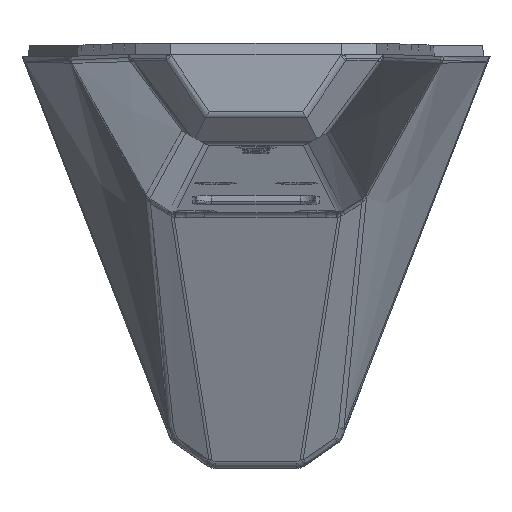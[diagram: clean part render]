
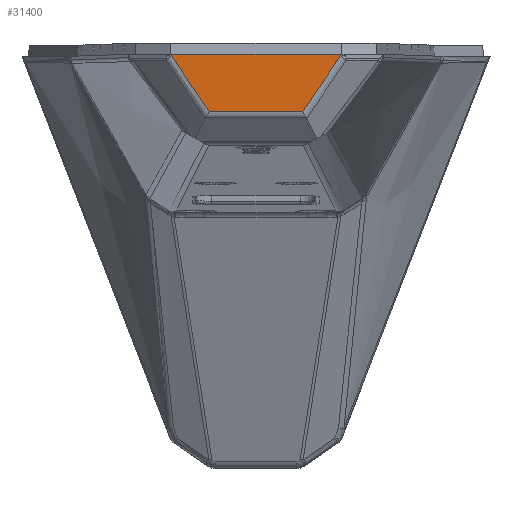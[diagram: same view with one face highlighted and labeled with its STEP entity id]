
A CAD part, top view. The second image highlights one B-rep face of the part: STEP entity #31400.
In plain terms, the highlighted planar face has unit normal (0, -0.052, 0.999).
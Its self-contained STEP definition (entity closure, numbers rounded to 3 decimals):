
#109 = B_SPLINE_CURVE_WITH_KNOTS ( 'NONE', 3,
 ( #33305, #13996, #19550, #3035, #22284, #5788, #25069 ),
 .UNSPECIFIED., .F., .F.,
 ( 4, 3, 4 ),
 ( 0., 0.004, 0.009 ),
 .UNSPECIFIED. ) ;
#883 = CARTESIAN_POINT ( 'NONE',  ( -7.947, 6.648, 137.351 ) ) ;
#1730 = VERTEX_POINT ( 'NONE', #18096 ) ;
#2438 = EDGE_CURVE ( 'NONE', #1730, #27282, #32435, .T. ) ;
#3035 = CARTESIAN_POINT ( 'NONE',  ( 8.747, 7.822, 137.413 ) ) ;
#3872 = CARTESIAN_POINT ( 'NONE',  ( -6.348, 4.298, 137.228 ) ) ;
#5120 = ORIENTED_EDGE ( 'NONE', *, *, #23407, .T. ) ;
#5674 = CARTESIAN_POINT ( 'NONE',  ( -9.675, 9.185, 137.484 ) ) ;
#5788 = CARTESIAN_POINT ( 'NONE',  ( 10.604, 10.547, 137.556 ) ) ;
#6451 = ORIENTED_EDGE ( 'NONE', *, *, #25854, .F. ) ;
#7865 = DIRECTION ( 'NONE',  ( 0.167, 0.985, 0.052 ) ) ;
#9053 = CARTESIAN_POINT ( 'NONE',  ( 11.533, 11.909, 137.627 ) ) ;
#9287 = CARTESIAN_POINT ( 'NONE',  ( -7.147, 5.473, 137.29 ) ) ;
#9795 = EDGE_CURVE ( 'NONE', #27282, #18616, #30285, .T. ) ;
#10540 = CARTESIAN_POINT ( 'NONE',  ( 6.348, 4.298, 137.228 ) ) ;
#10795 = DIRECTION ( 'NONE',  ( 0., -0.999, -0.052 ) ) ;
#11455 = ORIENTED_EDGE ( 'NONE', *, *, #9795, .T. ) ;
#13472 = CARTESIAN_POINT ( 'NONE',  ( 0., 12., 137.632 ) ) ;
#13996 = CARTESIAN_POINT ( 'NONE',  ( 7.147, 5.473, 137.29 ) ) ;
#15634 = DIRECTION ( 'NONE',  ( 1., 0., 0. ) ) ;
#15869 = VECTOR ( 'NONE', #30595, 1000. ) ;
#16244 = AXIS2_PLACEMENT_3D ( 'NONE', #13472, #27302, #10795 ) ;
#16726 = CARTESIAN_POINT ( 'NONE',  ( -6.348, 4.298, 137.228 ) ) ;
#17198 = DIRECTION ( 'NONE',  ( 0.167, -0.985, -0.052 ) ) ;
#17882 = VERTEX_POINT ( 'NONE', #9053 ) ;
#18096 = CARTESIAN_POINT ( 'NONE',  ( -11.533, 11.909, 137.627 ) ) ;
#18616 = VERTEX_POINT ( 'NONE', #10540 ) ;
#18935 = ORIENTED_EDGE ( 'NONE', *, *, #2438, .T. ) ;
#19550 = CARTESIAN_POINT ( 'NONE',  ( 7.947, 6.648, 137.351 ) ) ;
#19755 = EDGE_CURVE ( 'NONE', #18616, #17882, #109, .T. ) ;
#19842 = CARTESIAN_POINT ( 'NONE',  ( -11.548, 12., 137.632 ) ) ;
#19943 = VECTOR ( 'NONE', #15634, 1000. ) ;
#21443 = LINE ( 'NONE', #33741, #22300 ) ;
#21952 = LINE ( 'NONE', #24368, #34941 ) ;
#22284 = CARTESIAN_POINT ( 'NONE',  ( 9.675, 9.185, 137.484 ) ) ;
#22300 = VECTOR ( 'NONE', #17198, 1000. ) ;
#23153 = LINE ( 'NONE', #33131, #15869 ) ;
#23407 = EDGE_CURVE ( 'NONE', #17882, #30927, #21952, .T. ) ;
#23618 = CARTESIAN_POINT ( 'NONE',  ( -8.747, 7.822, 137.413 ) ) ;
#24368 = CARTESIAN_POINT ( 'NONE',  ( 11.227, 10.105, 137.533 ) ) ;
#24486 = VERTEX_POINT ( 'NONE', #19842 ) ;
#24569 = PLANE ( 'NONE',  #16244 ) ;
#25069 = CARTESIAN_POINT ( 'NONE',  ( 11.533, 11.909, 137.627 ) ) ;
#25854 = EDGE_CURVE ( 'NONE', #24486, #30927, #23153, .T. ) ;
#27282 = VERTEX_POINT ( 'NONE', #16726 ) ;
#27302 = DIRECTION ( 'NONE',  ( 0., -0.052, 0.999 ) ) ;
#28954 = ORIENTED_EDGE ( 'NONE', *, *, #32693, .T. ) ;
#30285 = LINE ( 'NONE', #32130, #19943 ) ;
#30568 = ORIENTED_EDGE ( 'NONE', *, *, #19755, .T. ) ;
#30595 = DIRECTION ( 'NONE',  ( 1., 0., 0. ) ) ;
#30927 = VERTEX_POINT ( 'NONE', #35433 ) ;
#31400 = ADVANCED_FACE ( 'NONE', ( #34739 ), #24569, .T. ) ;
#32130 = CARTESIAN_POINT ( 'NONE',  ( 6.655, 4.298, 137.228 ) ) ;
#32435 = B_SPLINE_CURVE_WITH_KNOTS ( 'NONE', 3,
 ( #33172, #33046, #5674, #23618, #883, #9287, #3872 ),
 .UNSPECIFIED., .F., .F.,
 ( 4, 3, 4 ),
 ( 0., 0.005, 0.009 ),
 .UNSPECIFIED. ) ;
#32693 = EDGE_CURVE ( 'NONE', #24486, #1730, #21443, .T. ) ;
#33046 = CARTESIAN_POINT ( 'NONE',  ( -10.604, 10.547, 137.556 ) ) ;
#33131 = CARTESIAN_POINT ( 'NONE',  ( 0., 12., 137.632 ) ) ;
#33172 = CARTESIAN_POINT ( 'NONE',  ( -11.533, 11.909, 137.627 ) ) ;
#33305 = CARTESIAN_POINT ( 'NONE',  ( 6.348, 4.298, 137.228 ) ) ;
#33741 = CARTESIAN_POINT ( 'NONE',  ( -11.44, 11.363, 137.599 ) ) ;
#34739 = FACE_OUTER_BOUND ( 'NONE', #35642, .T. ) ;
#34941 = VECTOR ( 'NONE', #7865, 1000. ) ;
#35433 = CARTESIAN_POINT ( 'NONE',  ( 11.548, 12., 137.632 ) ) ;
#35642 = EDGE_LOOP ( 'NONE', ( #30568, #5120, #6451, #28954, #18935, #11455 ) ) ;
